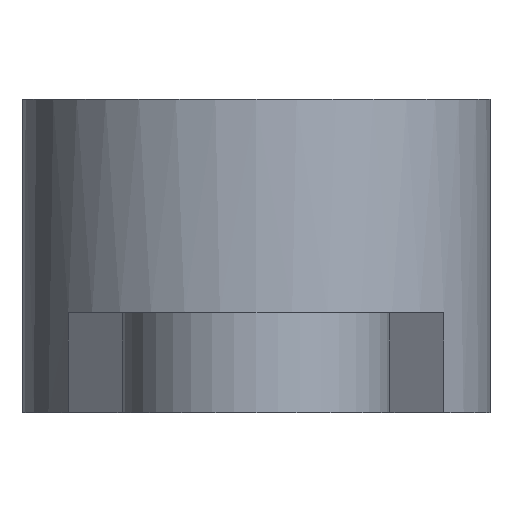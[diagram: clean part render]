
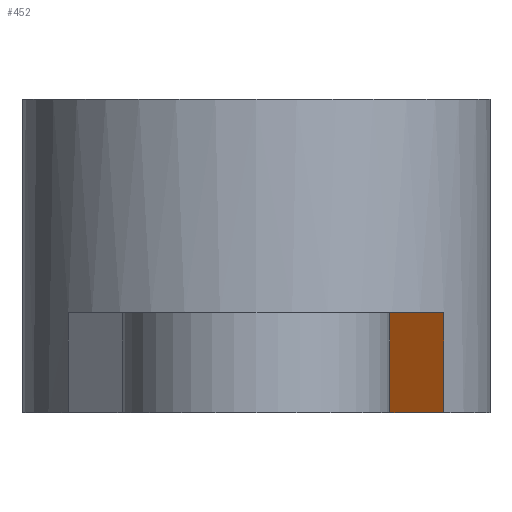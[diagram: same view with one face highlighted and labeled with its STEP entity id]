
A CAD part, left-side view. The second image highlights one B-rep face of the part: STEP entity #452.
In plain terms, the highlighted face is planar.
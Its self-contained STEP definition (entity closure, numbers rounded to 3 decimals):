
#452 = ADVANCED_FACE('',(#453),#467,.F.);
#453 = FACE_BOUND('',#454,.T.);
#454 = EDGE_LOOP('',(#455,#490,#540,#568));
#455 = ORIENTED_EDGE('',*,*,#456,.F.);
#456 = EDGE_CURVE('',#457,#459,#461,.T.);
#457 = VERTEX_POINT('',#458);
#458 = CARTESIAN_POINT('',(-2.03,-2.727,
    0.));
#459 = VERTEX_POINT('',#460);
#460 = CARTESIAN_POINT('',(-14.373,-1.946,
    0.));
#461 = SURFACE_CURVE('',#462,(#466,#478),.PCURVE_S1.);
#462 = LINE('',#463,#464);
#463 = CARTESIAN_POINT('',(-0.18,-2.844,
    0.));
#464 = VECTOR('',#465,1.);
#465 = DIRECTION('',(-0.998,0.063,
    0.));
#466 = PCURVE('',#467,#472);
#467 = PLANE('',#468);
#468 = AXIS2_PLACEMENT_3D('',#469,#470,#471);
#469 = CARTESIAN_POINT('',(-0.18,-2.844,
    0.));
#470 = DIRECTION('',(-0.063,-0.998,
    0.));
#471 = DIRECTION('',(0.998,-0.063,
    0.));
#472 = DEFINITIONAL_REPRESENTATION('',(#473),#477);
#473 = LINE('',#474,#475);
#474 = CARTESIAN_POINT('',(-0.,0.));
#475 = VECTOR('',#476,1.);
#476 = DIRECTION('',(-1.,0.));
#477 = ( GEOMETRIC_REPRESENTATION_CONTEXT(2) 
PARAMETRIC_REPRESENTATION_CONTEXT() REPRESENTATION_CONTEXT('2D SPACE',''
  ) );
#478 = PCURVE('',#479,#484);
#479 = PLANE('',#480);
#480 = AXIS2_PLACEMENT_3D('',#481,#482,#483);
#481 = CARTESIAN_POINT('',(-16.2,0.,0.));
#482 = DIRECTION('',(0.,0.,-1.));
#483 = DIRECTION('',(-1.,0.,0.));
#484 = DEFINITIONAL_REPRESENTATION('',(#485),#489);
#485 = LINE('',#486,#487);
#486 = CARTESIAN_POINT('',(-16.02,-2.844));
#487 = VECTOR('',#488,1.);
#488 = DIRECTION('',(0.998,0.063));
#489 = ( GEOMETRIC_REPRESENTATION_CONTEXT(2) 
PARAMETRIC_REPRESENTATION_CONTEXT() REPRESENTATION_CONTEXT('2D SPACE',''
  ) );
#490 = ORIENTED_EDGE('',*,*,#491,.T.);
#491 = EDGE_CURVE('',#457,#492,#494,.T.);
#492 = VERTEX_POINT('',#493);
#493 = CARTESIAN_POINT('',(-2.03,-2.727,-1.45));
#494 = SURFACE_CURVE('',#495,(#499,#506),.PCURVE_S1.);
#495 = LINE('',#496,#497);
#496 = CARTESIAN_POINT('',(-2.03,-2.727,-1.45));
#497 = VECTOR('',#498,1.);
#498 = DIRECTION('',(0.,-0.,-1.));
#499 = PCURVE('',#467,#500);
#500 = DEFINITIONAL_REPRESENTATION('',(#501),#505);
#501 = LINE('',#502,#503);
#502 = CARTESIAN_POINT('',(-1.854,-1.45));
#503 = VECTOR('',#504,1.);
#504 = DIRECTION('',(0.,-1.));
#505 = ( GEOMETRIC_REPRESENTATION_CONTEXT(2) 
PARAMETRIC_REPRESENTATION_CONTEXT() REPRESENTATION_CONTEXT('2D SPACE',''
  ) );
#506 = PCURVE('',#507,#512);
#507 = CYLINDRICAL_SURFACE('',#508,3.4);
#508 = AXIS2_PLACEMENT_3D('',#509,#510,#511);
#509 = CARTESIAN_POINT('',(0.,0.,-1.45));
#510 = DIRECTION('',(0.,-0.,-1.));
#511 = DIRECTION('',(-1.,0.,0.));
#512 = DEFINITIONAL_REPRESENTATION('',(#513),#539);
#513 = B_SPLINE_CURVE_WITH_KNOTS('',3,(#514,#515,#516,#517,#518,#519,
    #520,#521,#522,#523,#524,#525,#526,#527,#528,#529,#530,#531,#532,
    #533,#534,#535,#536,#537,#538),.UNSPECIFIED.,.F.,.F.,(4,1,1,1,1,1,1,
    1,1,1,1,1,1,1,1,1,1,1,1,1,1,1,4),(-1.45,-1.384,
    -1.318,-1.252,-1.186,-1.12,
    -1.055,-0.989,-0.923,-0.857,
    -0.791,-0.725,-0.659,-0.593,
    -0.527,-0.461,-0.395,-0.33,
    -0.264,-0.198,-0.132,-0.066,
    0.),.QUASI_UNIFORM_KNOTS.);
#514 = CARTESIAN_POINT('',(-0.931,-1.45));
#515 = CARTESIAN_POINT('',(-0.931,-1.428));
#516 = CARTESIAN_POINT('',(-0.931,-1.384));
#517 = CARTESIAN_POINT('',(-0.931,-1.318));
#518 = CARTESIAN_POINT('',(-0.931,-1.252));
#519 = CARTESIAN_POINT('',(-0.931,-1.186));
#520 = CARTESIAN_POINT('',(-0.931,-1.12));
#521 = CARTESIAN_POINT('',(-0.931,-1.055));
#522 = CARTESIAN_POINT('',(-0.931,-0.989));
#523 = CARTESIAN_POINT('',(-0.931,-0.923));
#524 = CARTESIAN_POINT('',(-0.931,-0.857));
#525 = CARTESIAN_POINT('',(-0.931,-0.791));
#526 = CARTESIAN_POINT('',(-0.931,-0.725));
#527 = CARTESIAN_POINT('',(-0.931,-0.659));
#528 = CARTESIAN_POINT('',(-0.931,-0.593));
#529 = CARTESIAN_POINT('',(-0.931,-0.527));
#530 = CARTESIAN_POINT('',(-0.931,-0.461));
#531 = CARTESIAN_POINT('',(-0.931,-0.395));
#532 = CARTESIAN_POINT('',(-0.931,-0.33));
#533 = CARTESIAN_POINT('',(-0.931,-0.264));
#534 = CARTESIAN_POINT('',(-0.931,-0.198));
#535 = CARTESIAN_POINT('',(-0.931,-0.132));
#536 = CARTESIAN_POINT('',(-0.931,-0.066));
#537 = CARTESIAN_POINT('',(-0.931,-0.022));
#538 = CARTESIAN_POINT('',(-0.931,0.));
#539 = ( GEOMETRIC_REPRESENTATION_CONTEXT(2) 
PARAMETRIC_REPRESENTATION_CONTEXT() REPRESENTATION_CONTEXT('2D SPACE',''
  ) );
#540 = ORIENTED_EDGE('',*,*,#541,.T.);
#541 = EDGE_CURVE('',#492,#542,#544,.T.);
#542 = VERTEX_POINT('',#543);
#543 = CARTESIAN_POINT('',(-14.373,-1.946,-1.45));
#544 = SURFACE_CURVE('',#545,(#549,#556),.PCURVE_S1.);
#545 = LINE('',#546,#547);
#546 = CARTESIAN_POINT('',(-0.18,-2.844,-1.45));
#547 = VECTOR('',#548,1.);
#548 = DIRECTION('',(-0.998,0.063,
    0.));
#549 = PCURVE('',#467,#550);
#550 = DEFINITIONAL_REPRESENTATION('',(#551),#555);
#551 = LINE('',#552,#553);
#552 = CARTESIAN_POINT('',(0.,-1.45));
#553 = VECTOR('',#554,1.);
#554 = DIRECTION('',(-1.,0.));
#555 = ( GEOMETRIC_REPRESENTATION_CONTEXT(2) 
PARAMETRIC_REPRESENTATION_CONTEXT() REPRESENTATION_CONTEXT('2D SPACE',''
  ) );
#556 = PCURVE('',#557,#562);
#557 = PLANE('',#558);
#558 = AXIS2_PLACEMENT_3D('',#559,#560,#561);
#559 = CARTESIAN_POINT('',(0.,0.,-1.45)
  );
#560 = DIRECTION('',(0.,0.,-1.));
#561 = DIRECTION('',(-1.,0.,0.));
#562 = DEFINITIONAL_REPRESENTATION('',(#563),#567);
#563 = LINE('',#564,#565);
#564 = CARTESIAN_POINT('',(0.18,-2.844));
#565 = VECTOR('',#566,1.);
#566 = DIRECTION('',(0.998,0.063));
#567 = ( GEOMETRIC_REPRESENTATION_CONTEXT(2) 
PARAMETRIC_REPRESENTATION_CONTEXT() REPRESENTATION_CONTEXT('2D SPACE',''
  ) );
#568 = ORIENTED_EDGE('',*,*,#569,.F.);
#569 = EDGE_CURVE('',#459,#542,#570,.T.);
#570 = SURFACE_CURVE('',#571,(#575,#582),.PCURVE_S1.);
#571 = LINE('',#572,#573);
#572 = CARTESIAN_POINT('',(-14.373,-1.946,
    0.));
#573 = VECTOR('',#574,1.);
#574 = DIRECTION('',(0.,-0.,-1.));
#575 = PCURVE('',#467,#576);
#576 = DEFINITIONAL_REPRESENTATION('',(#577),#581);
#577 = LINE('',#578,#579);
#578 = CARTESIAN_POINT('',(-14.222,0.));
#579 = VECTOR('',#580,1.);
#580 = DIRECTION('',(0.,-1.));
#581 = ( GEOMETRIC_REPRESENTATION_CONTEXT(2) 
PARAMETRIC_REPRESENTATION_CONTEXT() REPRESENTATION_CONTEXT('2D SPACE',''
  ) );
#582 = PCURVE('',#583,#588);
#583 = CYLINDRICAL_SURFACE('',#584,1.95);
#584 = AXIS2_PLACEMENT_3D('',#585,#586,#587);
#585 = CARTESIAN_POINT('',(-14.25,0.,0.));
#586 = DIRECTION('',(0.,0.,1.));
#587 = DIRECTION('',(-1.,0.,0.));
#588 = DEFINITIONAL_REPRESENTATION('',(#589),#615);
#589 = B_SPLINE_CURVE_WITH_KNOTS('',3,(#590,#591,#592,#593,#594,#595,
    #596,#597,#598,#599,#600,#601,#602,#603,#604,#605,#606,#607,#608,
    #609,#610,#611,#612,#613,#614),.UNSPECIFIED.,.F.,.F.,(4,1,1,1,1,1,1,
    1,1,1,1,1,1,1,1,1,1,1,1,1,1,1,4),(0.,0.066,
    0.132,0.198,0.264,0.33,
    0.395,0.461,0.527,0.593,
    0.659,0.725,0.791,0.857,0.923,
    0.989,1.055,1.12,1.186,
    1.252,1.318,1.384,1.45),
  .QUASI_UNIFORM_KNOTS.);
#590 = CARTESIAN_POINT('',(7.791,0.));
#591 = CARTESIAN_POINT('',(7.791,-0.022));
#592 = CARTESIAN_POINT('',(7.791,-0.066));
#593 = CARTESIAN_POINT('',(7.791,-0.132));
#594 = CARTESIAN_POINT('',(7.791,-0.198));
#595 = CARTESIAN_POINT('',(7.791,-0.264));
#596 = CARTESIAN_POINT('',(7.791,-0.33));
#597 = CARTESIAN_POINT('',(7.791,-0.395));
#598 = CARTESIAN_POINT('',(7.791,-0.461));
#599 = CARTESIAN_POINT('',(7.791,-0.527));
#600 = CARTESIAN_POINT('',(7.791,-0.593));
#601 = CARTESIAN_POINT('',(7.791,-0.659));
#602 = CARTESIAN_POINT('',(7.791,-0.725));
#603 = CARTESIAN_POINT('',(7.791,-0.791));
#604 = CARTESIAN_POINT('',(7.791,-0.857));
#605 = CARTESIAN_POINT('',(7.791,-0.923));
#606 = CARTESIAN_POINT('',(7.791,-0.989));
#607 = CARTESIAN_POINT('',(7.791,-1.055));
#608 = CARTESIAN_POINT('',(7.791,-1.12));
#609 = CARTESIAN_POINT('',(7.791,-1.186));
#610 = CARTESIAN_POINT('',(7.791,-1.252));
#611 = CARTESIAN_POINT('',(7.791,-1.318));
#612 = CARTESIAN_POINT('',(7.791,-1.384));
#613 = CARTESIAN_POINT('',(7.791,-1.428));
#614 = CARTESIAN_POINT('',(7.791,-1.45));
#615 = ( GEOMETRIC_REPRESENTATION_CONTEXT(2) 
PARAMETRIC_REPRESENTATION_CONTEXT() REPRESENTATION_CONTEXT('2D SPACE',''
  ) );
